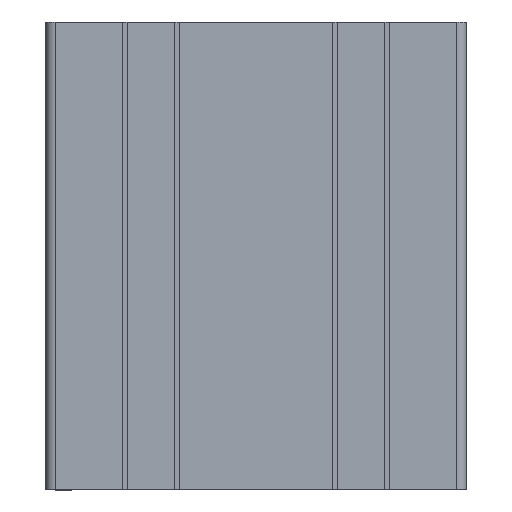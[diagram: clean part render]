
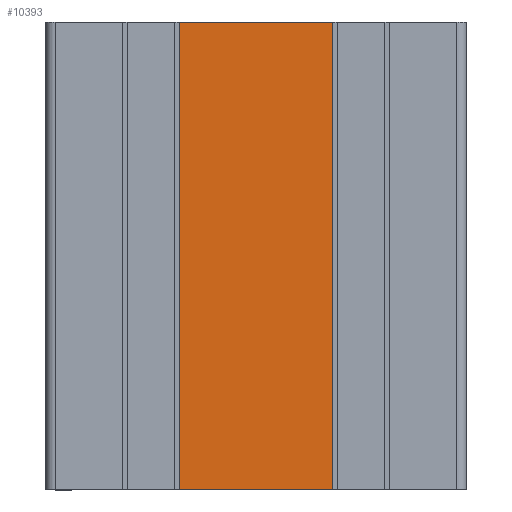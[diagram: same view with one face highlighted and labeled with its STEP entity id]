
A CAD part, top view. The second image highlights one B-rep face of the part: STEP entity #10393.
In plain terms, the highlighted planar face has unit normal (0, 0, 1).
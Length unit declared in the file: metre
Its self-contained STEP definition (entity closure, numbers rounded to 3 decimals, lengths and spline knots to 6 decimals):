
#849=FACE_OUTER_BOUND('',#1363,.T.);
#1363=EDGE_LOOP('',(#8103,#8104,#8105,#8106));
#2459=LINE('',#16515,#3707);
#2460=LINE('',#16518,#3708);
#2461=LINE('',#16520,#3709);
#2462=LINE('',#16521,#3710);
#3707=VECTOR('',#13478,0.1);
#3708=VECTOR('',#13481,0.0328);
#3709=VECTOR('',#13482,0.0328);
#3710=VECTOR('',#13483,0.1);
#4779=VERTEX_POINT('',#16511);
#4780=VERTEX_POINT('',#16513);
#4781=VERTEX_POINT('',#16517);
#4782=VERTEX_POINT('',#16519);
#6185=EDGE_CURVE('',#4780,#4779,#2459,.T.);
#6186=EDGE_CURVE('',#4781,#4779,#2460,.T.);
#6187=EDGE_CURVE('',#4782,#4780,#2461,.T.);
#6188=EDGE_CURVE('',#4782,#4781,#2462,.T.);
#8103=ORIENTED_EDGE('',*,*,#6186,.T.);
#8104=ORIENTED_EDGE('',*,*,#6185,.F.);
#8105=ORIENTED_EDGE('',*,*,#6187,.F.);
#8106=ORIENTED_EDGE('',*,*,#6188,.T.);
#9920=PLANE('',#11136);
#10393=ADVANCED_FACE('',(#849),#9920,.F.);
#11136=AXIS2_PLACEMENT_3D('',#16516,#13479,#13480);
#13478=DIRECTION('',(0.,-1.,0.));
#13479=DIRECTION('center_axis',(0.,0.,
-1.));
#13480=DIRECTION('ref_axis',(-1.,0.,0.));
#13481=DIRECTION('',(1.,0.,0.));
#13482=DIRECTION('',(1.,0.,0.));
#13483=DIRECTION('',(0.,-1.,0.));
#16511=CARTESIAN_POINT('',(0.062892,-0.1,0.16055));
#16513=CARTESIAN_POINT('',(0.062892,0.,0.16055));
#16515=CARTESIAN_POINT('',(0.062892,0.,0.16055));
#16516=CARTESIAN_POINT('Origin',(0.062892,0.9,0.16055));
#16517=CARTESIAN_POINT('',(0.030092,-0.1,0.16055));
#16518=CARTESIAN_POINT('',(0.030092,-0.1,0.16055));
#16519=CARTESIAN_POINT('',(0.030092,0.,0.16055));
#16520=CARTESIAN_POINT('',(0.030092,0.,0.16055));
#16521=CARTESIAN_POINT('',(0.030092,0.,0.16055));
